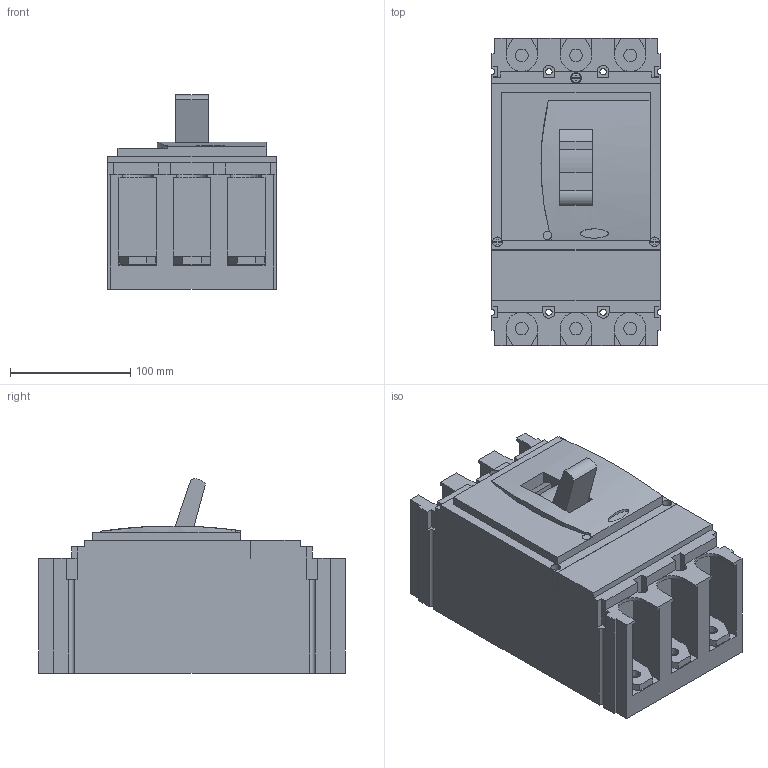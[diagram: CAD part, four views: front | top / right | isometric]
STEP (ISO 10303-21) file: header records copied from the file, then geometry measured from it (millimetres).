
FILE_DESCRIPTION((''),'2;1');
FILE_NAME('SB101529_3D-SOFTWARE_COLOUR','2012-04-04T',('SESA217180'),('Schneider-Electric'),'PRO/ENGINEER BY PARAMETRIC TECHNOLOGY CORPORATION, 2009400','PRO/ENGINEER BY PARAMETRIC TECHNOLOGY CORPORATION, 2009400','');
FILE_SCHEMA(('CONFIG_CONTROL_DESIGN'));
Length unit declared in the file: millimetre
Products named in the file (1): SB101529_3D-SOFTWARE_COLOUR
Bounding box: 139.7 x 255 x 161.53 mm (x, y, z)
Volume: 3510538.1 mm3; surface area: 229179.3 mm2
Topology: 1 solids, 1 shells, 303 faces, 876 edges, 590 vertices
Faces by surface type: plane 246, cylinder 55, extrusion 2
Entity records: 10096 total; most frequent: CARTESIAN_POINT 1864, ORIENTED_EDGE 1752, DIRECTION 1635, EDGE_CURVE 876, VECTOR 711, LINE 709, VERTEX_POINT 590, AXIS2_PLACEMENT_3D 462
